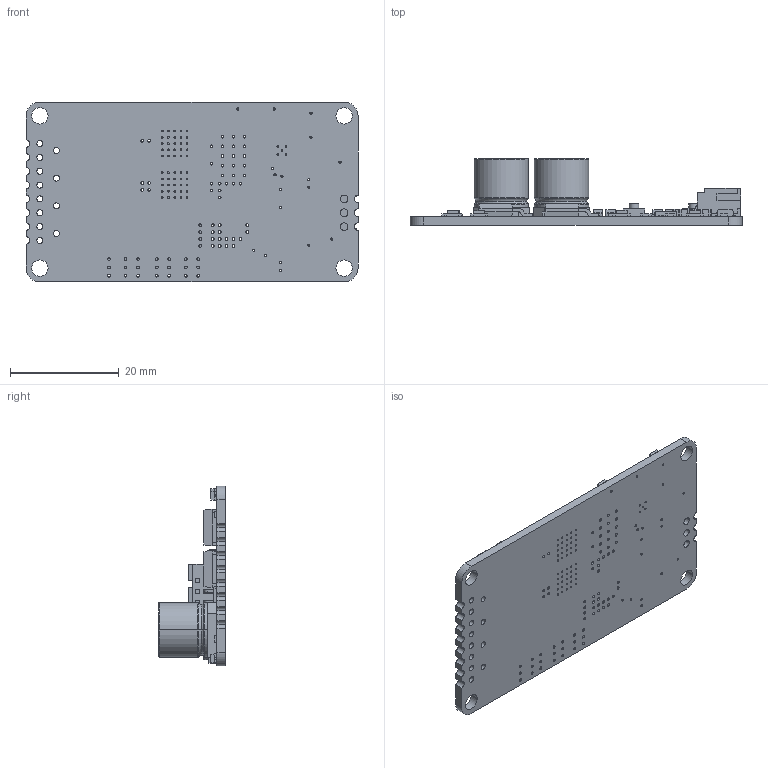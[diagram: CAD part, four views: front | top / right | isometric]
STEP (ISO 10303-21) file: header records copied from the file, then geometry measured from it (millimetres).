
FILE_DESCRIPTION (( 'STEP AP214' ), '1' );
FILE_NAME ('MD13S.STEP', '2020-02-11T03:58:00', ( '' ), ( '' ), 'SwSTEP 2.0', 'SolidWorks 2015', '' );
FILE_SCHEMA (( 'AUTOMOTIVE_DESIGN' ));
Length unit declared in the file: millimetre
Products named in the file (14): DPAK; S-R-1W-6432; LED-3216; C2012; MD13S; D-SOD-123; SMD ECAP_10x10.7H; S-SP-2N-KAN0444; QFN24; GROVE-04-RA; MD13S PCB; SOT-23; R2012; MD13S PCB Component
Assembly tree (41 placements, depth 3):
  MD13S
    MD13S PCB Component
      MD13S PCB
      C2012  x5
      R2012  x12
      D-SOD-123  x5
      LED-3216  x5
      GROVE-04-RA
      SOT-23
      DPAK  x4
      S-R-1W-6432
      S-SP-2N-KAN0444  x2
      QFN24
      SMD ECAP_10x10.7H  x2
Bounding box: 60.96 x 12.28 x 33.02 mm (x, y, z)
Volume: 5598.6 mm3; surface area: 7959.7 mm2
Topology: 42 solids, 42 shells, 1983 faces, 5189 edges, 3278 vertices
Faces by surface type: plane 1288, cylinder 602, bspline 69, torus 24
Entity records: 48773 total; most frequent: CARTESIAN_POINT 8532, DIRECTION 6034, ORIENTED_EDGE 6000, EDGE_CURVE 3000, VECTOR 2042, LINE 2042, AXIS2_PLACEMENT_3D 1996, VERTEX_POINT 1958
